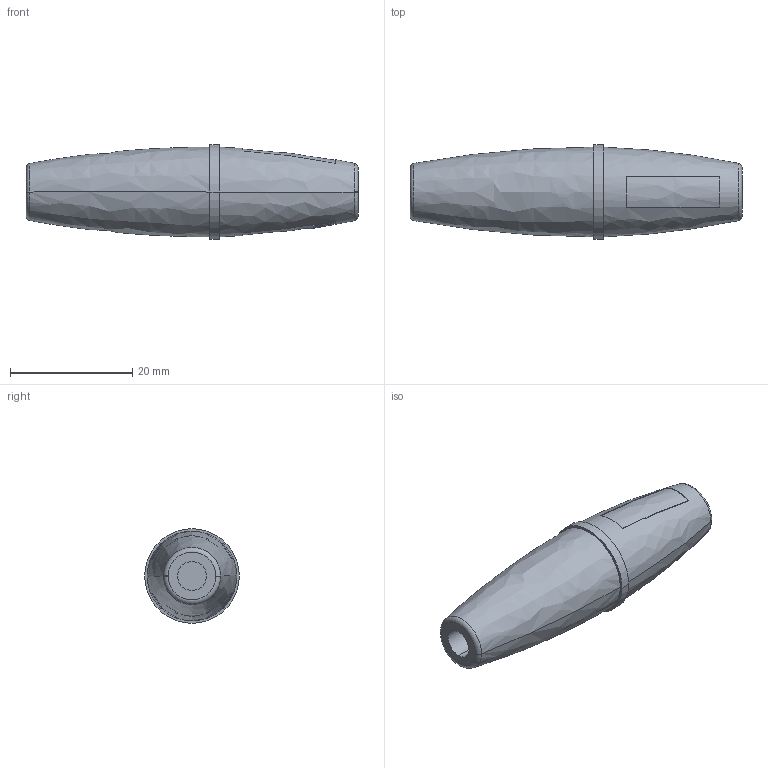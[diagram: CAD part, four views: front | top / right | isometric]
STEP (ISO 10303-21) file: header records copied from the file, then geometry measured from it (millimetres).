
FILE_DESCRIPTION(('STEP AP242'),'1');
FILE_NAME('fx0380.stp','2023-04-09T00:55:49',('TraceParts'),('TraceParts S.A.'),'Spatial InterOp 3D',' ',' ');
FILE_SCHEMA(('AP242_MANAGED_MODEL_BASED_3D_ENGINEERING_MIM_LF {1 0 10303 442 1 1 4}'));
Length unit declared in the file: millimetre
Products named in the file (1): fx0380
Bounding box: 54.38 x 15.49 x 15.49 mm (x, y, z)
Volume: 6762.8 mm3; surface area: 2674.1 mm2
Topology: 1 solids, 1 shells, 70 faces, 167 edges, 110 vertices
Faces by surface type: plane 31, extrusion 14, bspline 11, torus 8, cylinder 6
Entity records: 2515 total; most frequent: CARTESIAN_POINT 1001, ORIENTED_EDGE 334, DIRECTION 255, EDGE_CURVE 167, VERTEX_POINT 110, AXIS2_PLACEMENT_3D 98, B_SPLINE_CURVE_WITH_KNOTS 84, EDGE_LOOP 81
